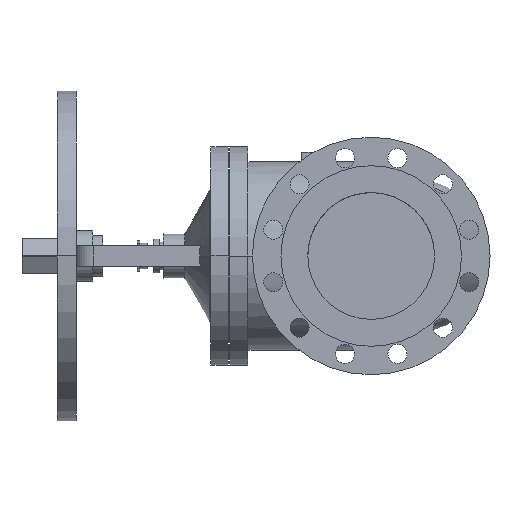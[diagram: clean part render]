
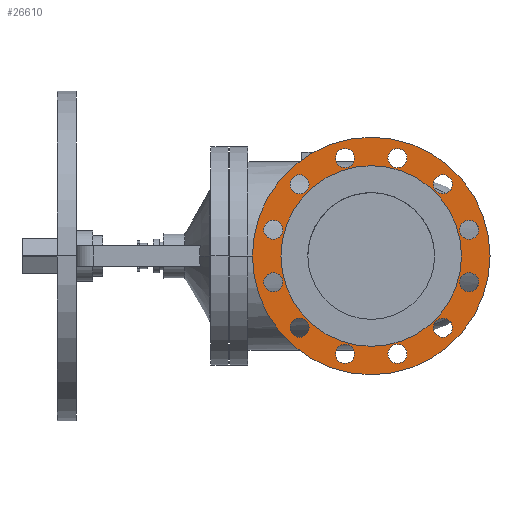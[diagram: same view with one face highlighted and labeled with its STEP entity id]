
A CAD part, left-side view. The second image highlights one B-rep face of the part: STEP entity #26610.
In plain terms, the highlighted planar face has unit normal (-1, 0, 0).
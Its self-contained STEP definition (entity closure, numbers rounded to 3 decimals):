
#12930=CARTESIAN_POINT('',(3.,0.,-187.5));
#12940=VERTEX_POINT('',#12930);
#13100=CARTESIAN_POINT('',(3.,0.,187.5));
#13110=VERTEX_POINT('',#13100);
#13140=CARTESIAN_POINT('',(3.,0.,0.));
#13150=DIRECTION('',(1.,0.,0.));
#13160=DIRECTION('',(0.,0.,-1.));
#13170=AXIS2_PLACEMENT_3D('',#13140,#13150,#13160);
#13180=CIRCLE('',#13170,187.5);
#13190=EDGE_CURVE('',#12940,#13110,#13180,.T.);
#13420=CARTESIAN_POINT('',(3.,41.411,-169.548));
#13430=VERTEX_POINT('',#13420);
#13590=CARTESIAN_POINT('',(3.,41.411,-139.548));
#13600=VERTEX_POINT('',#13590);
#13630=CARTESIAN_POINT('',(3.,41.411,-154.548));
#13640=DIRECTION('',(-1.,0.,0.));
#13650=DIRECTION('',(0.,0.,-1.));
#13660=AXIS2_PLACEMENT_3D('',#13630,#13640,#13650);
#13670=CIRCLE('',#13660,15.);
#13680=EDGE_CURVE('',#13430,#13600,#13670,.T.);
#13910=CARTESIAN_POINT('',(3.,-41.411,-139.548));
#13920=VERTEX_POINT('',#13910);
#14080=CARTESIAN_POINT('',(3.,-41.411,-169.548));
#14090=VERTEX_POINT('',#14080);
#14120=CARTESIAN_POINT('',(3.,-41.411,-154.548));
#14130=DIRECTION('',(-1.,0.,0.));
#14140=DIRECTION('',(0.,0.,-1.));
#14150=AXIS2_PLACEMENT_3D('',#14120,#14130,#14140);
#14160=CIRCLE('',#14150,15.);
#14170=EDGE_CURVE('',#13920,#14090,#14160,.T.);
#14400=CARTESIAN_POINT('',(3.,113.137,-128.137));
#14410=VERTEX_POINT('',#14400);
#14440=CARTESIAN_POINT('',(3.,113.137,-113.137));
#14450=DIRECTION('',(-1.,0.,0.));
#14460=DIRECTION('',(0.,0.,-1.));
#14470=AXIS2_PLACEMENT_3D('',#14440,#14450,#14460);
#14480=CIRCLE('',#14470,15.);
#14490=CARTESIAN_POINT('',(3.,113.137,-98.137));
#14500=VERTEX_POINT('',#14490);
#14510=EDGE_CURVE('',#14500,#14410,#14480,.T.);
#14890=CARTESIAN_POINT('',(3.,-113.137,-128.137));
#14900=VERTEX_POINT('',#14890);
#14930=CARTESIAN_POINT('',(3.,-113.137,-113.137));
#14940=DIRECTION('',(-1.,0.,0.));
#14950=DIRECTION('',(0.,0.,-1.));
#14960=AXIS2_PLACEMENT_3D('',#14930,#14940,#14950);
#14970=CIRCLE('',#14960,15.);
#14980=CARTESIAN_POINT('',(3.,-113.137,-98.137));
#14990=VERTEX_POINT('',#14980);
#15000=EDGE_CURVE('',#14990,#14900,#14970,.T.);
#15380=CARTESIAN_POINT('',(3.,154.548,-56.411));
#15390=VERTEX_POINT('',#15380);
#15550=CARTESIAN_POINT('',(3.,154.548,-26.411));
#15560=VERTEX_POINT('',#15550);
#15590=CARTESIAN_POINT('',(3.,154.548,-41.411));
#15600=DIRECTION('',(-1.,0.,0.));
#15610=DIRECTION('',(0.,0.,-1.));
#15620=AXIS2_PLACEMENT_3D('',#15590,#15600,#15610);
#15630=CIRCLE('',#15620,15.);
#15640=EDGE_CURVE('',#15390,#15560,#15630,.T.);
#15870=CARTESIAN_POINT('',(3.,-154.548,-26.411));
#15880=VERTEX_POINT('',#15870);
#16040=CARTESIAN_POINT('',(3.,-154.548,-56.411));
#16050=VERTEX_POINT('',#16040);
#16080=CARTESIAN_POINT('',(3.,-154.548,-41.411));
#16090=DIRECTION('',(-1.,0.,0.));
#16100=DIRECTION('',(0.,0.,-1.));
#16110=AXIS2_PLACEMENT_3D('',#16080,#16090,#16100);
#16120=CIRCLE('',#16110,15.);
#16130=EDGE_CURVE('',#15880,#16050,#16120,.T.);
#16360=CARTESIAN_POINT('',(3.,154.548,26.411));
#16370=VERTEX_POINT('',#16360);
#16530=CARTESIAN_POINT('',(3.,154.548,56.411));
#16540=VERTEX_POINT('',#16530);
#16570=CARTESIAN_POINT('',(3.,154.548,41.411));
#16580=DIRECTION('',(-1.,0.,0.));
#16590=DIRECTION('',(0.,0.,-1.));
#16600=AXIS2_PLACEMENT_3D('',#16570,#16580,#16590);
#16610=CIRCLE('',#16600,15.);
#16620=EDGE_CURVE('',#16370,#16540,#16610,.T.);
#16850=CARTESIAN_POINT('',(3.,-154.548,26.411));
#16860=VERTEX_POINT('',#16850);
#16890=CARTESIAN_POINT('',(3.,-154.548,41.411));
#16900=DIRECTION('',(-1.,0.,0.));
#16910=DIRECTION('',(0.,0.,-1.));
#16920=AXIS2_PLACEMENT_3D('',#16890,#16900,#16910);
#16930=CIRCLE('',#16920,15.);
#16940=CARTESIAN_POINT('',(3.,-154.548,56.411));
#16950=VERTEX_POINT('',#16940);
#16960=EDGE_CURVE('',#16950,#16860,#16930,.T.);
#17340=CARTESIAN_POINT('',(3.,113.137,98.137));
#17350=VERTEX_POINT('',#17340);
#17380=CARTESIAN_POINT('',(3.,113.137,113.137));
#17390=DIRECTION('',(-1.,0.,0.));
#17400=DIRECTION('',(0.,0.,-1.));
#17410=AXIS2_PLACEMENT_3D('',#17380,#17390,#17400);
#17420=CIRCLE('',#17410,15.);
#17430=CARTESIAN_POINT('',(3.,113.137,128.137));
#17440=VERTEX_POINT('',#17430);
#17450=EDGE_CURVE('',#17440,#17350,#17420,.T.);
#17830=CARTESIAN_POINT('',(3.,-113.137,128.137));
#17840=VERTEX_POINT('',#17830);
#18000=CARTESIAN_POINT('',(3.,-113.137,98.137));
#18010=VERTEX_POINT('',#18000);
#18040=CARTESIAN_POINT('',(3.,-113.137,113.137));
#18050=DIRECTION('',(-1.,0.,0.));
#18060=DIRECTION('',(0.,0.,-1.));
#18070=AXIS2_PLACEMENT_3D('',#18040,#18050,#18060);
#18080=CIRCLE('',#18070,15.);
#18090=EDGE_CURVE('',#17840,#18010,#18080,.T.);
#18320=CARTESIAN_POINT('',(3.,41.411,169.548));
#18330=VERTEX_POINT('',#18320);
#18490=CARTESIAN_POINT('',(3.,41.411,139.548));
#18500=VERTEX_POINT('',#18490);
#18530=CARTESIAN_POINT('',(3.,41.411,154.548));
#18540=DIRECTION('',(-1.,0.,0.));
#18550=DIRECTION('',(0.,0.,-1.));
#18560=AXIS2_PLACEMENT_3D('',#18530,#18540,#18550);
#18570=CIRCLE('',#18560,15.);
#18580=EDGE_CURVE('',#18330,#18500,#18570,.T.);
#18810=CARTESIAN_POINT('',(3.,-41.411,139.548));
#18820=VERTEX_POINT('',#18810);
#18980=CARTESIAN_POINT('',(3.,-41.411,169.548));
#18990=VERTEX_POINT('',#18980);
#19020=CARTESIAN_POINT('',(3.,-41.411,154.548));
#19030=DIRECTION('',(-1.,0.,0.));
#19040=DIRECTION('',(0.,0.,-1.));
#19050=AXIS2_PLACEMENT_3D('',#19020,#19030,#19040);
#19060=CIRCLE('',#19050,15.);
#19070=EDGE_CURVE('',#18820,#18990,#19060,.T.);
#19300=CARTESIAN_POINT('',(3.,142.5,0.));
#19310=VERTEX_POINT('',#19300);
#19470=CARTESIAN_POINT('',(3.,-142.5,0.));
#19480=VERTEX_POINT('',#19470);
#19510=CARTESIAN_POINT('',(3.,0.,0.));
#19520=DIRECTION('',(-1.,0.,0.));
#19530=DIRECTION('',(0.,1.,0.));
#19540=AXIS2_PLACEMENT_3D('',#19510,#19520,#19530);
#19550=CIRCLE('',#19540,142.5);
#19560=EDGE_CURVE('',#19310,#19480,#19550,.T.);
#25860=CARTESIAN_POINT('',(3.,165.,0.));
#25870=DIRECTION('',(1.,0.,0.));
#25880=DIRECTION('',(0.,-1.,0.));
#25890=AXIS2_PLACEMENT_3D('',#25860,#25870,#25880);
#25900=PLANE('',#25890);
#25910=EDGE_CURVE('',#19480,#19310,#19550,.T.);
#25920=ORIENTED_EDGE('',*,*,#25910,.F.);
#25930=ORIENTED_EDGE('',*,*,#19560,.F.);
#25940=EDGE_LOOP('',(#25930,#25920));
#25950=FACE_BOUND('',#25940,.T.);
#25960=EDGE_CURVE('',#13110,#12940,#13180,.T.);
#25970=ORIENTED_EDGE('',*,*,#25960,.F.);
#25980=ORIENTED_EDGE('',*,*,#13190,.F.);
#25990=EDGE_LOOP('',(#25980,#25970));
#26000=FACE_OUTER_BOUND('',#25990,.T.);
#26010=EDGE_CURVE('',#13600,#13430,#13670,.T.);
#26020=ORIENTED_EDGE('',*,*,#26010,.F.);
#26030=ORIENTED_EDGE('',*,*,#13680,.F.);
#26040=EDGE_LOOP('',(#26030,#26020));
#26050=FACE_BOUND('',#26040,.T.);
#26060=EDGE_CURVE('',#14090,#13920,#14160,.T.);
#26070=ORIENTED_EDGE('',*,*,#26060,.F.);
#26080=ORIENTED_EDGE('',*,*,#14170,.F.);
#26090=EDGE_LOOP('',(#26080,#26070));
#26100=FACE_BOUND('',#26090,.T.);
#26110=ORIENTED_EDGE('',*,*,#14510,.F.);
#26120=EDGE_CURVE('',#14410,#14500,#14480,.T.);
#26130=ORIENTED_EDGE('',*,*,#26120,.F.);
#26140=EDGE_LOOP('',(#26130,#26110));
#26150=FACE_BOUND('',#26140,.T.);
#26160=EDGE_CURVE('',#14900,#14990,#14970,.T.);
#26170=ORIENTED_EDGE('',*,*,#26160,.F.);
#26180=ORIENTED_EDGE('',*,*,#15000,.F.);
#26190=EDGE_LOOP('',(#26180,#26170));
#26200=FACE_BOUND('',#26190,.T.);
#26210=EDGE_CURVE('',#15560,#15390,#15630,.T.);
#26220=ORIENTED_EDGE('',*,*,#26210,.F.);
#26230=ORIENTED_EDGE('',*,*,#15640,.F.);
#26240=EDGE_LOOP('',(#26230,#26220));
#26250=FACE_BOUND('',#26240,.T.);
#26260=EDGE_CURVE('',#16050,#15880,#16120,.T.);
#26270=ORIENTED_EDGE('',*,*,#26260,.F.);
#26280=ORIENTED_EDGE('',*,*,#16130,.F.);
#26290=EDGE_LOOP('',(#26280,#26270));
#26300=FACE_BOUND('',#26290,.T.);
#26310=EDGE_CURVE('',#16540,#16370,#16610,.T.);
#26320=ORIENTED_EDGE('',*,*,#26310,.F.);
#26330=ORIENTED_EDGE('',*,*,#16620,.F.);
#26340=EDGE_LOOP('',(#26330,#26320));
#26350=FACE_BOUND('',#26340,.T.);
#26360=ORIENTED_EDGE('',*,*,#16960,.F.);
#26370=EDGE_CURVE('',#16860,#16950,#16930,.T.);
#26380=ORIENTED_EDGE('',*,*,#26370,.F.);
#26390=EDGE_LOOP('',(#26380,#26360));
#26400=FACE_BOUND('',#26390,.T.);
#26410=ORIENTED_EDGE('',*,*,#17450,.F.);
#26420=EDGE_CURVE('',#17350,#17440,#17420,.T.);
#26430=ORIENTED_EDGE('',*,*,#26420,.F.);
#26440=EDGE_LOOP('',(#26430,#26410));
#26450=FACE_BOUND('',#26440,.T.);
#26460=EDGE_CURVE('',#18010,#17840,#18080,.T.);
#26470=ORIENTED_EDGE('',*,*,#26460,.F.);
#26480=ORIENTED_EDGE('',*,*,#18090,.F.);
#26490=EDGE_LOOP('',(#26480,#26470));
#26500=FACE_BOUND('',#26490,.T.);
#26510=EDGE_CURVE('',#18500,#18330,#18570,.T.);
#26520=ORIENTED_EDGE('',*,*,#26510,.F.);
#26530=ORIENTED_EDGE('',*,*,#18580,.F.);
#26540=EDGE_LOOP('',(#26530,#26520));
#26550=FACE_BOUND('',#26540,.T.);
#26560=EDGE_CURVE('',#18990,#18820,#19060,.T.);
#26570=ORIENTED_EDGE('',*,*,#26560,.F.);
#26580=ORIENTED_EDGE('',*,*,#19070,.F.);
#26590=EDGE_LOOP('',(#26580,#26570));
#26600=FACE_BOUND('',#26590,.T.);
#26610=ADVANCED_FACE('',(#25950,#26000,#26050,#26100,#26150,#26200,
#26250,#26300,#26350,#26400,#26450,#26500,#26550,#26600),#25900,.F.);
